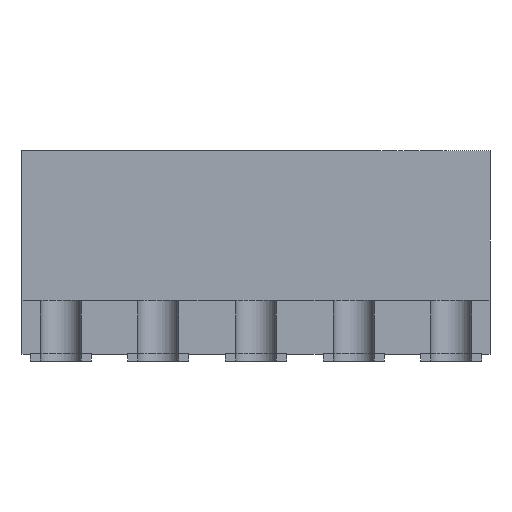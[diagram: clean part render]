
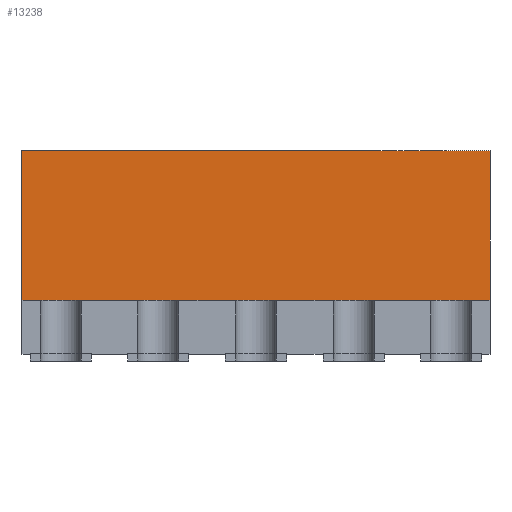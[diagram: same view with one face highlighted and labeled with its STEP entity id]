
A CAD part, front view. The second image highlights one B-rep face of the part: STEP entity #13238.
In plain terms, the highlighted planar face has unit normal (0, -1, 0).
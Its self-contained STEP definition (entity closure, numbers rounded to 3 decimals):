
#2205=ORIENTED_EDGE('',*,*,#4454,.T.);
#2206=ORIENTED_EDGE('',*,*,#4455,.F.);
#2207=ORIENTED_EDGE('',*,*,#4427,.F.);
#2208=ORIENTED_EDGE('',*,*,#4311,.T.);
#4311=EDGE_CURVE('',#5551,#5550,#6595,.T.);
#4427=EDGE_CURVE('',#5551,#5666,#6629,.T.);
#4454=EDGE_CURVE('',#5550,#5692,#6656,.T.);
#4455=EDGE_CURVE('',#5666,#5692,#6657,.T.);
#5550=VERTEX_POINT('',#18685);
#5551=VERTEX_POINT('',#18687);
#5666=VERTEX_POINT('',#19536);
#5692=VERTEX_POINT('',#19590);
#6595=LINE('',#18686,#7604);
#6629=LINE('',#19535,#7638);
#6656=LINE('',#19589,#7665);
#6657=LINE('',#19591,#7666);
#7604=VECTOR('',#15504,1000.);
#7638=VECTOR('',#15542,1000.);
#7665=VECTOR('',#15571,1000.);
#7666=VECTOR('',#15572,1000.);
#8308=EDGE_LOOP('',(#2205,#2206,#2207,#2208));
#8969=FACE_BOUND('',#8308,.T.);
#9550=PLANE('',#13950);
#13238=ADVANCED_FACE('',(#8969),#9550,.F.);
#13950=AXIS2_PLACEMENT_3D('',#19588,#15569,#15570);
#15504=DIRECTION('',(0.,0.,-1.));
#15542=DIRECTION('',(1.,0.,0.));
#15569=DIRECTION('',(0.,1.,0.));
#15570=DIRECTION('',(0.,0.,1.));
#15571=DIRECTION('',(1.,0.,0.));
#15572=DIRECTION('',(0.,0.,-1.));
#18685=CARTESIAN_POINT('',(-3.45,-3.975,0.9));
#18686=CARTESIAN_POINT('',(-3.45,-3.975,3.1));
#18687=CARTESIAN_POINT('',(-3.45,-3.975,3.1));
#19535=CARTESIAN_POINT('',(-3.45,-3.975,3.1));
#19536=CARTESIAN_POINT('',(3.45,-3.975,3.1));
#19588=CARTESIAN_POINT('',(-3.45,-3.975,3.1));
#19589=CARTESIAN_POINT('',(-3.45,-3.975,0.9));
#19590=CARTESIAN_POINT('',(3.45,-3.975,0.9));
#19591=CARTESIAN_POINT('',(3.45,-3.975,3.1));
